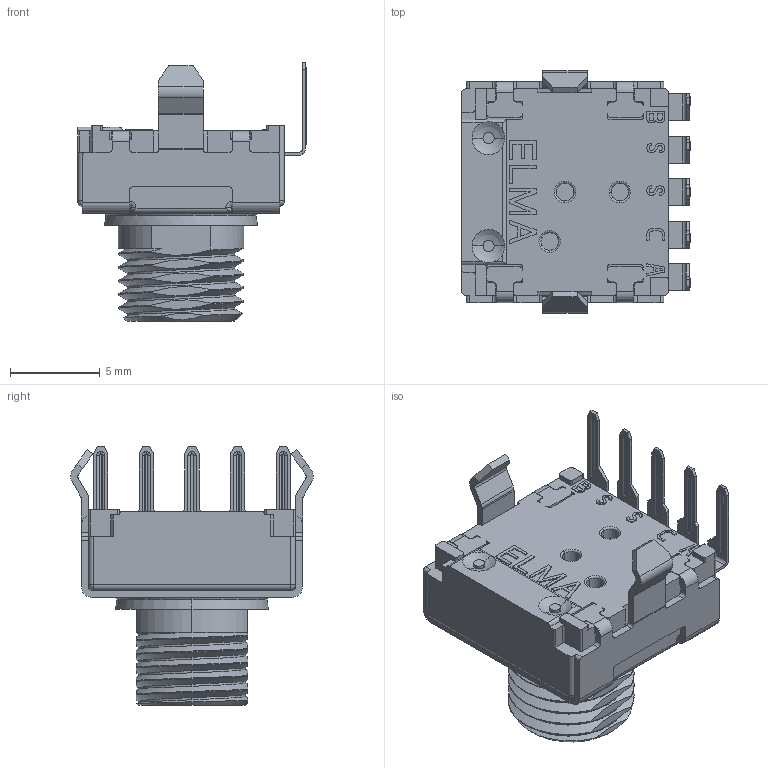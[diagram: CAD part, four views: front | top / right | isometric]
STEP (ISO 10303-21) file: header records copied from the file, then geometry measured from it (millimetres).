
FILE_DESCRIPTION(('OneSpaceDesigner STEP Export'),'2;1');
FILE_NAME('E33-VTXXX-NXXX.stp','2009-12-24T12:33:30',(''),(''),'OneSpace Designer STEP processor for AP214 (Solid Model)','OneSpace Designer 13.20A 18-Aug-2005 (C) CoCreate Software GmbH','');
FILE_SCHEMA(('AUTOMOTIVE_DESIGN { 1 0 10303 214 1 1 1 1 }'));
Length unit declared in the file: millimetre
Products named in the file (2): E33-VTXXX-NXXX
Assembly tree (1 placements, depth 2):
  E33-VTXXX-NXXX
    E33-VTXXX-NXXX
Bounding box: 12.73 x 13.5 x 14.4 mm (x, y, z)
Volume: 851.5 mm3; surface area: 889 mm2
Topology: 1 solids, 1 shells, 766 faces, 2077 edges, 1319 vertices
Faces by surface type: plane 349, cylinder 280, torus 110, cone 13, bspline 10, sphere 4
Entity records: 25411 total; most frequent: CARTESIAN_POINT 7156, ORIENTED_EDGE 4138, DIRECTION 3482, EDGE_CURVE 2069, VERTEX_POINT 1319, VECTOR 1180, LINE 1180, AXIS2_PLACEMENT_3D 1151
